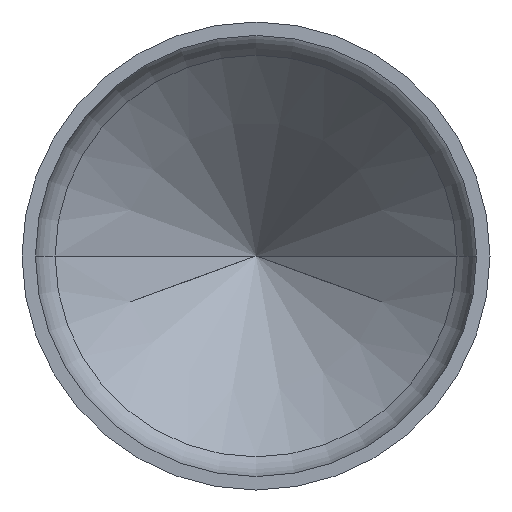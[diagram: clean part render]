
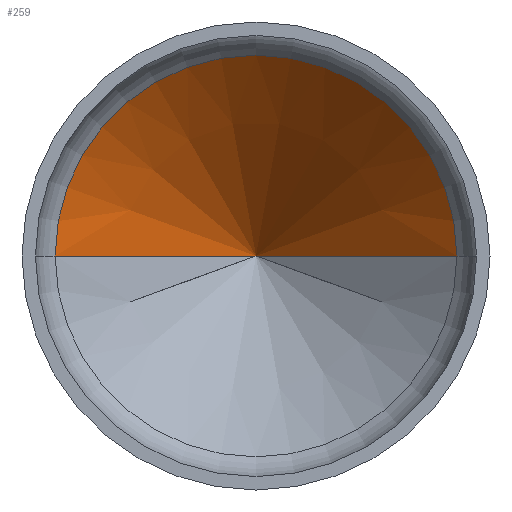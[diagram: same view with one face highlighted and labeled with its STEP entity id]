
A CAD part, left-side view. The second image highlights one B-rep face of the part: STEP entity #259.
In plain terms, the highlighted conical face has half-angle 45.015 degrees and reference radius 1.521 mm.
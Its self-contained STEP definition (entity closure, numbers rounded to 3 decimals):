
#39=DIRECTION('',(0.707,0.707,0.));
#40=VECTOR('',#39,4.216);
#41=CARTESIAN_POINT('',(2.033,-2.982,0.));
#42=LINE('',#41,#40);
#43=DIRECTION('',(-0.707,0.707,0.));
#44=VECTOR('',#43,4.216);
#45=CARTESIAN_POINT('',(5.013,0.,0.));
#46=LINE('',#45,#44);
#47=CARTESIAN_POINT('',(2.033,0.,0.));
#48=DIRECTION('',(1.,0.,0.));
#49=DIRECTION('',(0.,1.,0.));
#50=AXIS2_PLACEMENT_3D('',#47,#48,#49);
#157=CARTESIAN_POINT('',(2.033,2.982,0.));
#158=VERTEX_POINT('',#157);
#175=CARTESIAN_POINT('',(2.033,-2.982,0.));
#176=VERTEX_POINT('',#175);
#187=CARTESIAN_POINT('',(5.013,0.,0.));
#188=VERTEX_POINT('',#187);
#247=CARTESIAN_POINT('',(3.493,0.,0.));
#248=DIRECTION('',(-1.,0.,0.));
#249=DIRECTION('',(0.,1.,0.));
#250=AXIS2_PLACEMENT_3D('',#247,#248,#249);
#251=CONICAL_SURFACE('',#250,1.521,45.015);
#253=ORIENTED_EDGE('',*,*,#252,.T.);
#255=ORIENTED_EDGE('',*,*,#254,.T.);
#256=ORIENTED_EDGE('',*,*,#242,.T.);
#257=EDGE_LOOP('',(#253,#255,#256));
#258=FACE_OUTER_BOUND('',#257,.F.);
#259=ADVANCED_FACE('',(#258),#251,.F.);
#51=CIRCLE('',#50,2.982);
#242=EDGE_CURVE('',#158,#176,#51,.T.);
#252=EDGE_CURVE('',#176,#188,#42,.T.);
#254=EDGE_CURVE('',#188,#158,#46,.T.);
